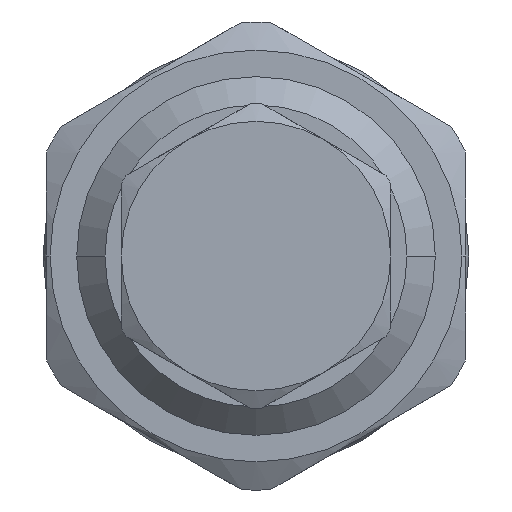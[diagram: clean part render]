
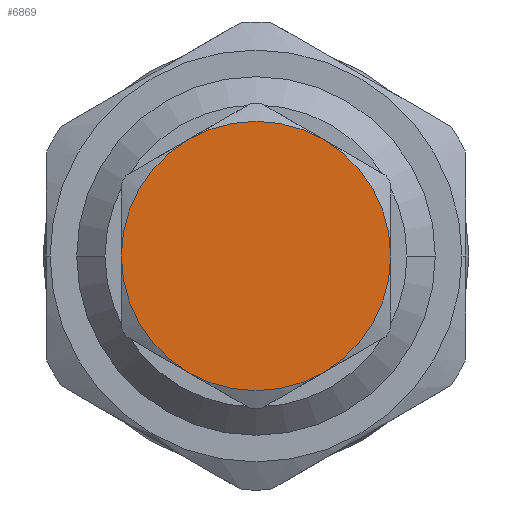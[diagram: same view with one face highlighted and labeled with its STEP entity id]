
A CAD part, left-side view. The second image highlights one B-rep face of the part: STEP entity #6869.
In plain terms, the highlighted planar face has unit normal (-1, 0, 0).
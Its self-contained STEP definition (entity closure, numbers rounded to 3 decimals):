
#176 = CARTESIAN_POINT ( 'NONE',  ( -44.306, 3.567, -6.179 ) ) ;
#250 = VERTEX_POINT ( 'NONE', #176 ) ;
#376 = AXIS2_PLACEMENT_3D ( 'NONE', #695, #1376, #6101 ) ;
#503 = CARTESIAN_POINT ( 'NONE',  ( -44.306, 0., -8.1 ) ) ;
#695 = CARTESIAN_POINT ( 'NONE',  ( -44.306, 0., 0. ) ) ;
#876 = DIRECTION ( 'NONE',  ( 0., 1., 0. ) ) ;
#884 = CIRCLE ( 'NONE', #8309, 7.135 ) ;
#1080 = CARTESIAN_POINT ( 'NONE',  ( -44.306, 0., 0. ) ) ;
#1376 = DIRECTION ( 'NONE',  ( -1., 0., 0. ) ) ;
#1707 = DIRECTION ( 'NONE',  ( 0., 1., 0. ) ) ;
#1749 = ORIENTED_EDGE ( 'NONE', *, *, #2214, .T. ) ;
#1818 = DIRECTION ( 'NONE',  ( 0., 1., 0. ) ) ;
#1833 = ORIENTED_EDGE ( 'NONE', *, *, #7203, .T. ) ;
#2030 = CIRCLE ( 'NONE', #3954, 7.135 ) ;
#2065 = VERTEX_POINT ( 'NONE', #2550 ) ;
#2214 = EDGE_CURVE ( 'NONE', #2065, #6360, #7241, .T. ) ;
#2550 = CARTESIAN_POINT ( 'NONE',  ( -44.306, -3.568, -6.179 ) ) ;
#2834 = AXIS2_PLACEMENT_3D ( 'NONE', #3145, #5131, #1707 ) ;
#2874 = EDGE_CURVE ( 'NONE', #6360, #6886, #6934, .T. ) ;
#2909 = CARTESIAN_POINT ( 'NONE',  ( -44.306, 7.135, 0. ) ) ;
#3145 = CARTESIAN_POINT ( 'NONE',  ( -44.306, 0., 0. ) ) ;
#3467 = ORIENTED_EDGE ( 'NONE', *, *, #3819, .T. ) ;
#3615 = CARTESIAN_POINT ( 'NONE',  ( -44.306, 0., 0. ) ) ;
#3643 = VERTEX_POINT ( 'NONE', #2909 ) ;
#3676 = CARTESIAN_POINT ( 'NONE',  ( -44.306, 0., 0. ) ) ;
#3739 = ORIENTED_EDGE ( 'NONE', *, *, #4095, .T. ) ;
#3819 = EDGE_CURVE ( 'NONE', #3643, #250, #7014, .T. ) ;
#3954 = AXIS2_PLACEMENT_3D ( 'NONE', #3615, #7645, #6979 ) ;
#4095 = EDGE_CURVE ( 'NONE', #250, #2065, #884, .T. ) ;
#4346 = DIRECTION ( 'NONE',  ( 0., 1., 0. ) ) ;
#4418 = AXIS2_PLACEMENT_3D ( 'NONE', #503, #8614, #4542 ) ;
#4542 = DIRECTION ( 'NONE',  ( 0., 1., 0. ) ) ;
#4705 = EDGE_LOOP ( 'NONE', ( #1833, #3467, #3739, #1749, #4805, #8705 ) ) ;
#4805 = ORIENTED_EDGE ( 'NONE', *, *, #2874, .T. ) ;
#4873 = AXIS2_PLACEMENT_3D ( 'NONE', #1080, #8543, #1818 ) ;
#4897 = DIRECTION ( 'NONE',  ( -1., 0., 0. ) ) ;
#4991 = CIRCLE ( 'NONE', #6211, 7.135 ) ;
#5131 = DIRECTION ( 'NONE',  ( -1., 0., 0. ) ) ;
#5406 = CARTESIAN_POINT ( 'NONE',  ( -44.306, -7.135, 0. ) ) ;
#5536 = CARTESIAN_POINT ( 'NONE',  ( -44.306, 0., 0. ) ) ;
#6069 = VERTEX_POINT ( 'NONE', #8414 ) ;
#6101 = DIRECTION ( 'NONE',  ( 0., 1., 0. ) ) ;
#6211 = AXIS2_PLACEMENT_3D ( 'NONE', #3676, #7034, #4346 ) ;
#6360 = VERTEX_POINT ( 'NONE', #5406 ) ;
#6869 = ADVANCED_FACE ( 'NONE', ( #7714 ), #8639, .T. ) ;
#6886 = VERTEX_POINT ( 'NONE', #8147 ) ;
#6934 = CIRCLE ( 'NONE', #2834, 7.135 ) ;
#6979 = DIRECTION ( 'NONE',  ( 0., 1., 0. ) ) ;
#7014 = CIRCLE ( 'NONE', #4873, 7.135 ) ;
#7034 = DIRECTION ( 'NONE',  ( -1., 0., 0. ) ) ;
#7113 = EDGE_CURVE ( 'NONE', #6886, #6069, #2030, .T. ) ;
#7203 = EDGE_CURVE ( 'NONE', #6069, #3643, #4991, .T. ) ;
#7241 = CIRCLE ( 'NONE', #376, 7.135 ) ;
#7645 = DIRECTION ( 'NONE',  ( -1., 0., 0. ) ) ;
#7714 = FACE_OUTER_BOUND ( 'NONE', #4705, .T. ) ;
#8147 = CARTESIAN_POINT ( 'NONE',  ( -44.306, -3.567, 6.179 ) ) ;
#8309 = AXIS2_PLACEMENT_3D ( 'NONE', #5536, #4897, #876 ) ;
#8414 = CARTESIAN_POINT ( 'NONE',  ( -44.306, 3.568, 6.179 ) ) ;
#8543 = DIRECTION ( 'NONE',  ( -1., 0., 0. ) ) ;
#8614 = DIRECTION ( 'NONE',  ( -1., 0., 0. ) ) ;
#8639 = PLANE ( 'NONE',  #4418 ) ;
#8705 = ORIENTED_EDGE ( 'NONE', *, *, #7113, .T. ) ;
